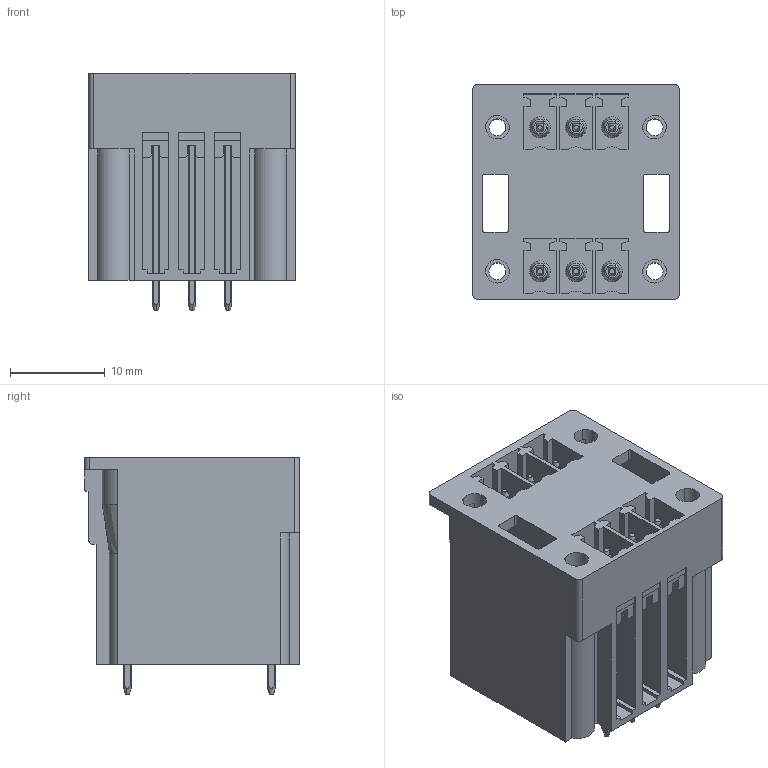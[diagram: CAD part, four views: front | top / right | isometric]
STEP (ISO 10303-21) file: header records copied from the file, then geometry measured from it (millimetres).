
FILE_DESCRIPTION(('CATIA V5 STEP Exchange','CAx-IF Rec.Pracs.--- Model Styling and Organization---1.2---2011-12-15'),'2;1');
FILE_NAME ('D1447193_0', '2018-10-05T08:00:03+00:00', ('none'), ('Weidmueller'), 'CATIA Version 5-6 Release 2014', 'CATIA V5 STEP AP214', 'none');
FILE_SCHEMA(('AUTOMOTIVE_DESIGN { 1 0 10303 214 1 1 1 1 }'));
Length unit declared in the file: millimetre
Products named in the file (1): 1031470000
Bounding box: 21.82 x 22.7 x 25.1 mm (x, y, z)
Volume: 6585 mm3; surface area: 6681.6 mm2
Topology: 7 solids, 7 shells, 435 faces, 1188 edges, 786 vertices
Faces by surface type: plane 265, cylinder 108, cone 50, torus 12
Entity records: 13886 total; most frequent: CARTESIAN_POINT 3785, ORIENTED_EDGE 2376, DIRECTION 1553, EDGE_CURVE 1188, VECTOR 802, LINE 802, VERTEX_POINT 786, AXIS2_PLACEMENT_3D 516
